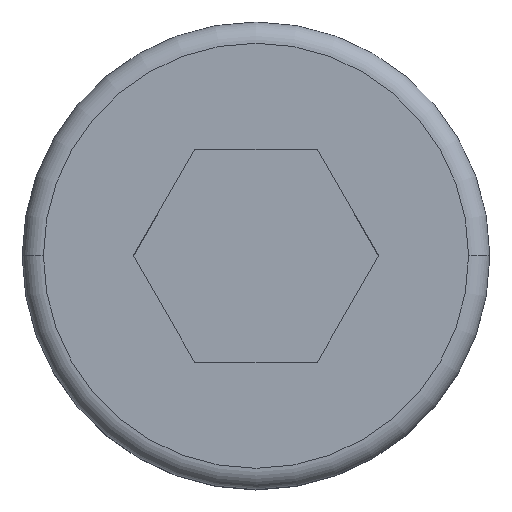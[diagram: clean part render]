
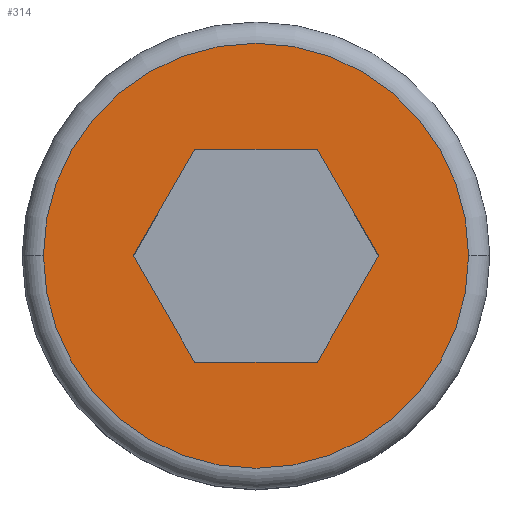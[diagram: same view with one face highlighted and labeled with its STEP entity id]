
A CAD part, top view. The second image highlights one B-rep face of the part: STEP entity #314.
In plain terms, the highlighted planar face has unit normal (0, 0, 1).
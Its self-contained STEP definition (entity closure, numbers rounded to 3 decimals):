
#7 = VECTOR ( 'NONE', #394, 1000. ) ;
#8 = DIRECTION ( 'NONE',  ( 0.5, -0.866, 0. ) ) ;
#17 = EDGE_CURVE ( 'NONE', #525, #546, #241, .T. ) ;
#25 = CARTESIAN_POINT ( 'NONE',  ( -0.722, -1.25, 3. ) ) ;
#31 = EDGE_CURVE ( 'NONE', #473, #447, #513, .T. ) ;
#34 = CARTESIAN_POINT ( 'NONE',  ( 1.443, 0., 3. ) ) ;
#37 = FACE_BOUND ( 'NONE', #423, .T. ) ;
#48 = VERTEX_POINT ( 'NONE', #249 ) ;
#57 = EDGE_CURVE ( 'NONE', #478, #188, #407, .T. ) ;
#61 = VECTOR ( 'NONE', #8, 1000. ) ;
#81 = LINE ( 'NONE', #607, #413 ) ;
#98 = CARTESIAN_POINT ( 'NONE',  ( 2.5, 0., 3. ) ) ;
#167 = ORIENTED_EDGE ( 'NONE', *, *, #379, .F. ) ;
#171 = VERTEX_POINT ( 'NONE', #351 ) ;
#183 = FACE_OUTER_BOUND ( 'NONE', #195, .T. ) ;
#188 = VERTEX_POINT ( 'NONE', #259 ) ;
#195 = EDGE_LOOP ( 'NONE', ( #401, #341 ) ) ;
#196 = DIRECTION ( 'NONE',  ( 1., 0., 0. ) ) ;
#198 = CARTESIAN_POINT ( 'NONE',  ( -2.5, 0., 3. ) ) ;
#201 = CARTESIAN_POINT ( 'NONE',  ( 0., 0., 3. ) ) ;
#204 = ORIENTED_EDGE ( 'NONE', *, *, #17, .F. ) ;
#222 = DIRECTION ( 'NONE',  ( -0.5, 0.866, 0. ) ) ;
#223 = DIRECTION ( 'NONE',  ( 1., 0., 0. ) ) ;
#238 = CARTESIAN_POINT ( 'NONE',  ( -1.443, 0., 3. ) ) ;
#241 = LINE ( 'NONE', #431, #61 ) ;
#249 = CARTESIAN_POINT ( 'NONE',  ( 0.722, 1.25, 3. ) ) ;
#259 = CARTESIAN_POINT ( 'NONE',  ( 1.443, 0., 3. ) ) ;
#264 = CARTESIAN_POINT ( 'NONE',  ( 0.722, 1.25, 3. ) ) ;
#267 = LINE ( 'NONE', #264, #462 ) ;
#276 = CARTESIAN_POINT ( 'NONE',  ( -0.722, -1.25, 3. ) ) ;
#311 = CARTESIAN_POINT ( 'NONE',  ( 0., 0., 3. ) ) ;
#312 = DIRECTION ( 'NONE',  ( 0.5, 0.866, 0. ) ) ;
#314 = ADVANCED_FACE ( 'NONE', ( #37, #183 ), #502, .T. ) ;
#315 = CARTESIAN_POINT ( 'NONE',  ( 0.722, -1.25, 3. ) ) ;
#320 = DIRECTION ( 'NONE',  ( -1., 0., 0. ) ) ;
#327 = ORIENTED_EDGE ( 'NONE', *, *, #336, .F. ) ;
#330 = CARTESIAN_POINT ( 'NONE',  ( 0.722, -1.25, 3. ) ) ;
#333 = AXIS2_PLACEMENT_3D ( 'NONE', #311, #506, #223 ) ;
#336 = EDGE_CURVE ( 'NONE', #171, #525, #81, .T. ) ;
#341 = ORIENTED_EDGE ( 'NONE', *, *, #531, .T. ) ;
#351 = CARTESIAN_POINT ( 'NONE',  ( -0.722, 1.25, 3. ) ) ;
#363 = AXIS2_PLACEMENT_3D ( 'NONE', #201, #435, #385 ) ;
#365 = AXIS2_PLACEMENT_3D ( 'NONE', #512, #575, #196 ) ;
#379 = EDGE_CURVE ( 'NONE', #48, #171, #267, .T. ) ;
#382 = CIRCLE ( 'NONE', #365, 2.5 ) ;
#385 = DIRECTION ( 'NONE',  ( 1., 0., 0. ) ) ;
#394 = DIRECTION ( 'NONE',  ( 1., 0., 0. ) ) ;
#401 = ORIENTED_EDGE ( 'NONE', *, *, #31, .T. ) ;
#407 = LINE ( 'NONE', #315, #493 ) ;
#413 = VECTOR ( 'NONE', #558, 1000. ) ;
#423 = EDGE_LOOP ( 'NONE', ( #570, #489, #496, #204, #327, #167 ) ) ;
#428 = EDGE_CURVE ( 'NONE', #188, #48, #458, .T. ) ;
#431 = CARTESIAN_POINT ( 'NONE',  ( -1.443, 0., 3. ) ) ;
#435 = DIRECTION ( 'NONE',  ( 0., 0., 1. ) ) ;
#447 = VERTEX_POINT ( 'NONE', #198 ) ;
#458 = LINE ( 'NONE', #34, #576 ) ;
#462 = VECTOR ( 'NONE', #320, 1000. ) ;
#473 = VERTEX_POINT ( 'NONE', #98 ) ;
#478 = VERTEX_POINT ( 'NONE', #330 ) ;
#489 = ORIENTED_EDGE ( 'NONE', *, *, #57, .F. ) ;
#493 = VECTOR ( 'NONE', #312, 1000. ) ;
#496 = ORIENTED_EDGE ( 'NONE', *, *, #601, .F. ) ;
#502 = PLANE ( 'NONE',  #333 ) ;
#506 = DIRECTION ( 'NONE',  ( 0., 0., 1. ) ) ;
#512 = CARTESIAN_POINT ( 'NONE',  ( 0., 0., 3. ) ) ;
#513 = CIRCLE ( 'NONE', #363, 2.5 ) ;
#525 = VERTEX_POINT ( 'NONE', #238 ) ;
#531 = EDGE_CURVE ( 'NONE', #447, #473, #382, .T. ) ;
#536 = LINE ( 'NONE', #25, #7 ) ;
#546 = VERTEX_POINT ( 'NONE', #276 ) ;
#558 = DIRECTION ( 'NONE',  ( -0.5, -0.866, 0. ) ) ;
#570 = ORIENTED_EDGE ( 'NONE', *, *, #428, .F. ) ;
#575 = DIRECTION ( 'NONE',  ( 0., 0., 1. ) ) ;
#576 = VECTOR ( 'NONE', #222, 1000. ) ;
#601 = EDGE_CURVE ( 'NONE', #546, #478, #536, .T. ) ;
#607 = CARTESIAN_POINT ( 'NONE',  ( -0.722, 1.25, 3. ) ) ;
